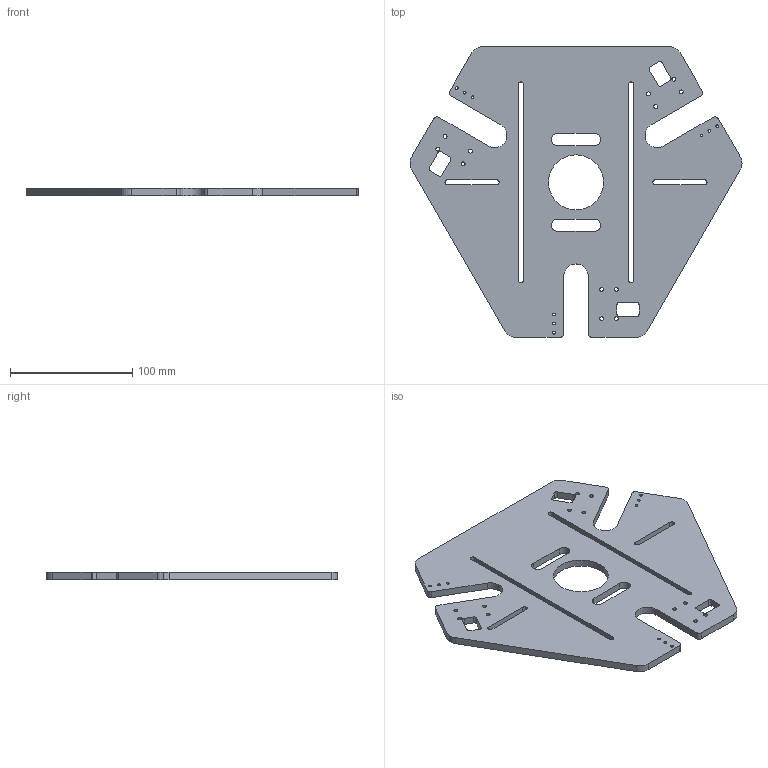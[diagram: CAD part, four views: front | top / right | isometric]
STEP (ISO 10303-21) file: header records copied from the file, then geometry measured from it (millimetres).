
FILE_DESCRIPTION (( 'STEP AP203' ), '1' );
FILE_NAME ('base_XM430_Default_sldprt.STEP', '2023-05-13T05:59:26', ( '' ), ( '' ), 'SwSTEP 2.0', 'SolidWorks 2022', '' );
FILE_SCHEMA (( 'CONFIG_CONTROL_DESIGN' ));
Length unit declared in the file: millimetre
Products named in the file (1): base_XM430_Default_sldprt
Bounding box: 271.39 x 237.71 x 6 mm (x, y, z)
Volume: 239562.5 mm3; surface area: 95892.5 mm2
Topology: 1 solids, 1 shells, 136 faces, 402 edges, 268 vertices
Faces by surface type: cylinder 95, plane 41
Entity records: 4837 total; most frequent: DIRECTION 866, CARTESIAN_POINT 807, ORIENTED_EDGE 804, EDGE_CURVE 402, AXIS2_PLACEMENT_3D 327, VERTEX_POINT 268, VECTOR 212, LINE 212
